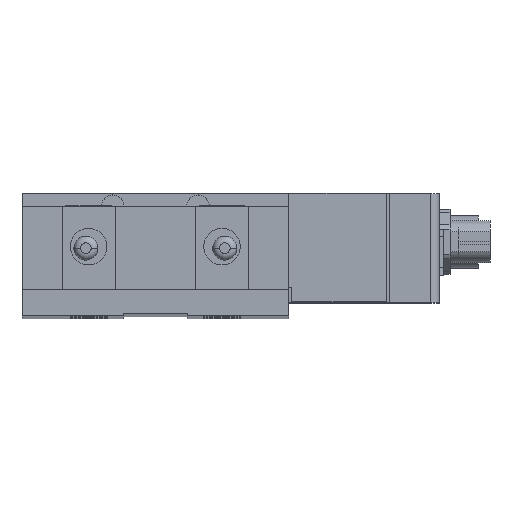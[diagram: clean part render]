
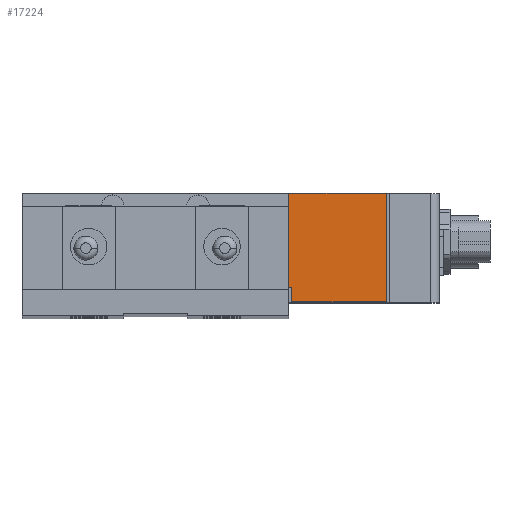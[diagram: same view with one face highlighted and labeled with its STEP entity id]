
A CAD part, top view. The second image highlights one B-rep face of the part: STEP entity #17224.
In plain terms, the highlighted planar face has unit normal (0, 0, 1).
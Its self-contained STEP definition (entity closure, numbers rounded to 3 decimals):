
#136 = LINE ( 'NONE', #11269, #7526 ) ;
#235 = LINE ( 'NONE', #19352, #11703 ) ;
#975 = CARTESIAN_POINT ( 'NONE',  ( 25., 10.4, 19.9 ) ) ;
#1136 = VERTEX_POINT ( 'NONE', #2993 ) ;
#2993 = CARTESIAN_POINT ( 'NONE',  ( 43.35, -9.9, 19.9 ) ) ;
#3344 = FACE_OUTER_BOUND ( 'NONE', #13837, .T. ) ;
#3442 = DIRECTION ( 'NONE',  ( 1., 0., 0. ) ) ;
#4066 = EDGE_CURVE ( 'NONE', #18398, #8076, #136, .T. ) ;
#4421 = CARTESIAN_POINT ( 'NONE',  ( 25., -13.076, 19.9 ) ) ;
#4733 = CARTESIAN_POINT ( 'NONE',  ( 25.55, -7.176, 19.9 ) ) ;
#4748 = DIRECTION ( 'NONE',  ( 0., -1., 0. ) ) ;
#4830 = ORIENTED_EDGE ( 'NONE', *, *, #12185, .T. ) ;
#4951 = DIRECTION ( 'NONE',  ( 1., 0., 0. ) ) ;
#5409 = EDGE_CURVE ( 'NONE', #18161, #13155, #15455, .T. ) ;
#5650 = VECTOR ( 'NONE', #8236, 1000. ) ;
#5688 = DIRECTION ( 'NONE',  ( 0., -1., 0. ) ) ;
#5709 = VECTOR ( 'NONE', #18236, 1000. ) ;
#5884 = ORIENTED_EDGE ( 'NONE', *, *, #13647, .T. ) ;
#6967 = CARTESIAN_POINT ( 'NONE',  ( 43.35, 10.4, 19.9 ) ) ;
#7526 = VECTOR ( 'NONE', #4748, 1000. ) ;
#8076 = VERTEX_POINT ( 'NONE', #17372 ) ;
#8236 = DIRECTION ( 'NONE',  ( -1., 0., 0. ) ) ;
#8248 = ORIENTED_EDGE ( 'NONE', *, *, #5409, .T. ) ;
#8480 = ORIENTED_EDGE ( 'NONE', *, *, #10450, .T. ) ;
#8864 = CARTESIAN_POINT ( 'NONE',  ( 43.35, -9.9, 19.9 ) ) ;
#9748 = DIRECTION ( 'NONE',  ( 0., 0., 1. ) ) ;
#10359 = CARTESIAN_POINT ( 'NONE',  ( 25.55, -9.9, 19.9 ) ) ;
#10450 = EDGE_CURVE ( 'NONE', #20550, #18161, #17889, .T. ) ;
#10852 = DIRECTION ( 'NONE',  ( 0., 1., 0. ) ) ;
#11269 = CARTESIAN_POINT ( 'NONE',  ( 25.55, -7.176, 19.9 ) ) ;
#11703 = VECTOR ( 'NONE', #4951, 1000. ) ;
#12185 = EDGE_CURVE ( 'NONE', #13155, #18398, #235, .T. ) ;
#13155 = VERTEX_POINT ( 'NONE', #20410 ) ;
#13647 = EDGE_CURVE ( 'NONE', #8076, #1136, #18026, .T. ) ;
#13837 = EDGE_LOOP ( 'NONE', ( #8480, #8248, #4830, #19872, #5884, #15224 ) ) ;
#14499 = VECTOR ( 'NONE', #10852, 1000. ) ;
#14540 = CARTESIAN_POINT ( 'NONE',  ( 43.35, 10.4, 19.9 ) ) ;
#15224 = ORIENTED_EDGE ( 'NONE', *, *, #15358, .T. ) ;
#15358 = EDGE_CURVE ( 'NONE', #1136, #20550, #18831, .T. ) ;
#15455 = LINE ( 'NONE', #4421, #17875 ) ;
#16254 = PLANE ( 'NONE',  #20345 ) ;
#17224 = ADVANCED_FACE ( 'NONE', ( #3344 ), #16254, .T. ) ;
#17372 = CARTESIAN_POINT ( 'NONE',  ( 25.55, -9.9, 19.9 ) ) ;
#17524 = CARTESIAN_POINT ( 'NONE',  ( 0., 0., 19.9 ) ) ;
#17875 = VECTOR ( 'NONE', #5688, 1000. ) ;
#17889 = LINE ( 'NONE', #14540, #5650 ) ;
#18026 = LINE ( 'NONE', #10359, #5709 ) ;
#18161 = VERTEX_POINT ( 'NONE', #975 ) ;
#18236 = DIRECTION ( 'NONE',  ( 1., 0., 0. ) ) ;
#18398 = VERTEX_POINT ( 'NONE', #4733 ) ;
#18831 = LINE ( 'NONE', #8864, #14499 ) ;
#19352 = CARTESIAN_POINT ( 'NONE',  ( 10.4, -7.176, 19.9 ) ) ;
#19872 = ORIENTED_EDGE ( 'NONE', *, *, #4066, .T. ) ;
#20345 = AXIS2_PLACEMENT_3D ( 'NONE', #17524, #9748, #3442 ) ;
#20410 = CARTESIAN_POINT ( 'NONE',  ( 25., -7.176, 19.9 ) ) ;
#20550 = VERTEX_POINT ( 'NONE', #6967 ) ;
